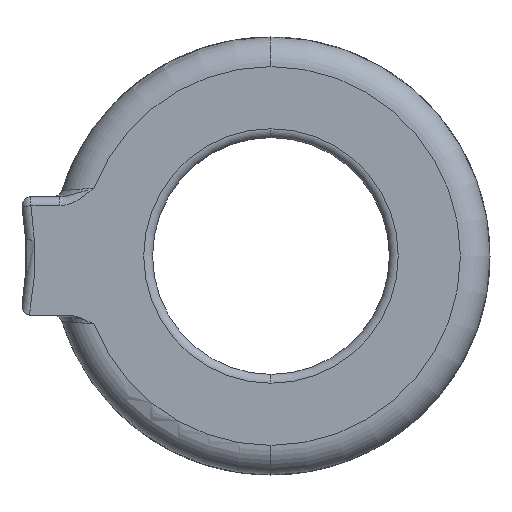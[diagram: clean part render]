
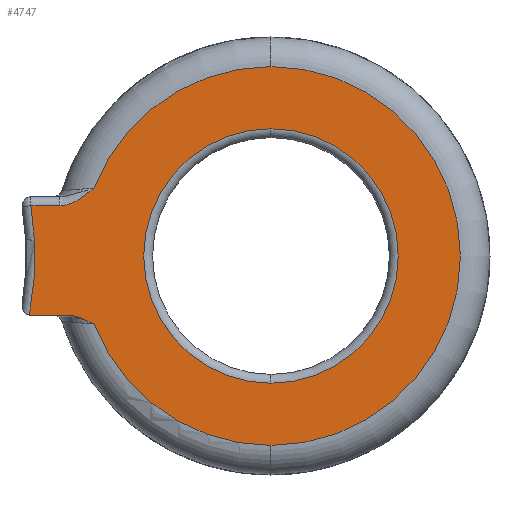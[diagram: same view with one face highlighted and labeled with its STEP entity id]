
A CAD part, front view. The second image highlights one B-rep face of the part: STEP entity #4747.
In plain terms, the highlighted planar face has unit normal (0, -1, 0).
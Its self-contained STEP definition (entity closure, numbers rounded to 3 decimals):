
#60 = ORIENTED_EDGE ( 'NONE', *, *, #8175, .T. ) ;
#95 = ORIENTED_EDGE ( 'NONE', *, *, #2027, .T. ) ;
#122 = CIRCLE ( 'NONE', #1808, 21.5 ) ;
#145 = ORIENTED_EDGE ( 'NONE', *, *, #1912, .T. ) ;
#245 = ORIENTED_EDGE ( 'NONE', *, *, #5247, .T. ) ;
#332 = AXIS2_PLACEMENT_3D ( 'NONE', #3315, #8158, #5968 ) ;
#530 = CARTESIAN_POINT ( 'NONE',  ( 42.355, 0., -21.5 ) ) ;
#589 = ORIENTED_EDGE ( 'NONE', *, *, #2419, .T. ) ;
#701 = VERTEX_POINT ( 'NONE', #1683 ) ;
#730 = VERTEX_POINT ( 'NONE', #1013 ) ;
#782 = LINE ( 'NONE', #2231, #6038 ) ;
#913 = DIRECTION ( 'NONE',  ( 0., -1., 0. ) ) ;
#958 = CARTESIAN_POINT ( 'NONE',  ( -51.383, 0., 8.5 ) ) ;
#1013 = CARTESIAN_POINT ( 'NONE',  ( 42.355, 0., 32. ) ) ;
#1057 = DIRECTION ( 'NONE',  ( 0., 1., 0. ) ) ;
#1187 = CARTESIAN_POINT ( 'NONE',  ( 8.475, 0., -10. ) ) ;
#1247 = ORIENTED_EDGE ( 'NONE', *, *, #1255, .T. ) ;
#1255 = EDGE_CURVE ( 'NONE', #6313, #5166, #2421, .T. ) ;
#1279 = AXIS2_PLACEMENT_3D ( 'NONE', #2300, #913, #5115 ) ;
#1396 = CARTESIAN_POINT ( 'NONE',  ( 8.06, 0., 8.697 ) ) ;
#1488 = CARTESIAN_POINT ( 'NONE',  ( 1.789, 0., -10. ) ) ;
#1683 = CARTESIAN_POINT ( 'NONE',  ( 1.789, 0., 8.5 ) ) ;
#1698 = PLANE ( 'NONE',  #8665 ) ;
#1711 = CARTESIAN_POINT ( 'NONE',  ( 8.854, 0., 8.967 ) ) ;
#1730 = CARTESIAN_POINT ( 'NONE',  ( 8.079, 0., -10. ) ) ;
#1808 = AXIS2_PLACEMENT_3D ( 'NONE', #5673, #5792, #2988 ) ;
#1877 = AXIS2_PLACEMENT_3D ( 'NONE', #8349, #6878, #2759 ) ;
#1902 = CARTESIAN_POINT ( 'NONE',  ( 11.793, 0., -11.149 ) ) ;
#1912 = EDGE_CURVE ( 'NONE', #5166, #6313, #122, .T. ) ;
#1963 = CARTESIAN_POINT ( 'NONE',  ( 8.862, 0., -10.058 ) ) ;
#2027 = EDGE_CURVE ( 'NONE', #5577, #730, #5262, .T. ) ;
#2054 = CARTESIAN_POINT ( 'NONE',  ( 12.493, 0., -11.5 ) ) ;
#2231 = CARTESIAN_POINT ( 'NONE',  ( 0., 0., -10. ) ) ;
#2247 = CARTESIAN_POINT ( 'NONE',  ( 12.493, 0., 11.5 ) ) ;
#2300 = CARTESIAN_POINT ( 'NONE',  ( 42.355, 0., 0. ) ) ;
#2419 = EDGE_CURVE ( 'NONE', #4905, #6840, #8206, .T. ) ;
#2421 = CIRCLE ( 'NONE', #332, 21.5 ) ;
#2494 = CARTESIAN_POINT ( 'NONE',  ( 10.297, 0., 9.786 ) ) ;
#2573 = CARTESIAN_POINT ( 'NONE',  ( 42.355, 0., 21.5 ) ) ;
#2671 = CARTESIAN_POINT ( 'NONE',  ( 7.789, 0., 8.625 ) ) ;
#2704 = CARTESIAN_POINT ( 'NONE',  ( 12.493, 0., -11.5 ) ) ;
#2759 = DIRECTION ( 'NONE',  ( 0., 0., 1. ) ) ;
#2858 = DIRECTION ( 'NONE',  ( 0., 0., 1. ) ) ;
#2885 = CARTESIAN_POINT ( 'NONE',  ( 42.355, 0., -32. ) ) ;
#2984 = CARTESIAN_POINT ( 'NONE',  ( 7.243, 0., 8.527 ) ) ;
#2988 = DIRECTION ( 'NONE',  ( 0., 0., 1. ) ) ;
#3028 = EDGE_CURVE ( 'NONE', #3770, #701, #7212, .T. ) ;
#3072 = FACE_OUTER_BOUND ( 'NONE', #7150, .T. ) ;
#3261 = ORIENTED_EDGE ( 'NONE', *, *, #3772, .T. ) ;
#3272 = DIRECTION ( 'NONE',  ( 0., 0., 1. ) ) ;
#3313 = B_SPLINE_CURVE_WITH_KNOTS ( 'NONE', 3,
 ( #2247, #6767, #4911, #5897, #2494, #7177, #1711, #1396, #2671, #2984, #5511, #4154 ),
 .UNSPECIFIED., .F., .F.,
 ( 4, 2, 2, 2, 2, 4 ),
 ( 0., 0.002, 0.003, 0.005, 0.006, 0.007 ),
 .UNSPECIFIED. ) ;
#3315 = CARTESIAN_POINT ( 'NONE',  ( 42.355, 0., 0. ) ) ;
#3474 = DIRECTION ( 'NONE',  ( 0., -1., 0. ) ) ;
#3497 = EDGE_CURVE ( 'NONE', #4882, #6840, #782, .T. ) ;
#3646 = ORIENTED_EDGE ( 'NONE', *, *, #4025, .T. ) ;
#3770 = VERTEX_POINT ( 'NONE', #6476 ) ;
#3772 = EDGE_CURVE ( 'NONE', #6421, #5577, #6685, .T. ) ;
#4025 = EDGE_CURVE ( 'NONE', #7145, #3770, #3313, .T. ) ;
#4086 = CARTESIAN_POINT ( 'NONE',  ( 42.355, 0., 0. ) ) ;
#4154 = CARTESIAN_POINT ( 'NONE',  ( 6.686, 0., 8.5 ) ) ;
#4340 = DIRECTION ( 'NONE',  ( -1., 0., 0. ) ) ;
#4593 = CIRCLE ( 'NONE', #8078, 32. ) ;
#4747 = ADVANCED_FACE ( 'NONE', ( #3072, #8654 ), #1698, .F. ) ;
#4882 = VERTEX_POINT ( 'NONE', #1730 ) ;
#4905 = VERTEX_POINT ( 'NONE', #6832 ) ;
#4911 = CARTESIAN_POINT ( 'NONE',  ( 11.633, 0., 10.792 ) ) ;
#5037 = CIRCLE ( 'NONE', #1877, 53.847 ) ;
#5115 = DIRECTION ( 'NONE',  ( 0., 0., 1. ) ) ;
#5166 = VERTEX_POINT ( 'NONE', #530 ) ;
#5247 = EDGE_CURVE ( 'NONE', #701, #4905, #5037, .T. ) ;
#5262 = CIRCLE ( 'NONE', #6203, 32. ) ;
#5438 = ORIENTED_EDGE ( 'NONE', *, *, #3497, .F. ) ;
#5441 = CARTESIAN_POINT ( 'NONE',  ( 11.093, 0., -10.794 ) ) ;
#5511 = CARTESIAN_POINT ( 'NONE',  ( 6.967, 0., 8.5 ) ) ;
#5522 = EDGE_LOOP ( 'NONE', ( #1247, #145 ) ) ;
#5577 = VERTEX_POINT ( 'NONE', #2885 ) ;
#5673 = CARTESIAN_POINT ( 'NONE',  ( 42.355, 0., 0. ) ) ;
#5792 = DIRECTION ( 'NONE',  ( 0., 1., 0. ) ) ;
#5890 = CARTESIAN_POINT ( 'NONE',  ( -51.383, 0., 0. ) ) ;
#5897 = CARTESIAN_POINT ( 'NONE',  ( 10.751, 0., 10.112 ) ) ;
#5968 = DIRECTION ( 'NONE',  ( 0., 0., 1. ) ) ;
#6030 = AXIS2_PLACEMENT_3D ( 'NONE', #8423, #3474, #2858 ) ;
#6038 = VECTOR ( 'NONE', #7791, 1000. ) ;
#6090 = DIRECTION ( 'NONE',  ( 0., 0., 1. ) ) ;
#6120 = CARTESIAN_POINT ( 'NONE',  ( 10., 0., -10.366 ) ) ;
#6203 = AXIS2_PLACEMENT_3D ( 'NONE', #8834, #7436, #3272 ) ;
#6313 = VERTEX_POINT ( 'NONE', #2573 ) ;
#6421 = VERTEX_POINT ( 'NONE', #2054 ) ;
#6476 = CARTESIAN_POINT ( 'NONE',  ( 6.686, 0., 8.5 ) ) ;
#6569 = VECTOR ( 'NONE', #4340, 1000. ) ;
#6593 = DIRECTION ( 'NONE',  ( 0., 0., 1. ) ) ;
#6685 = CIRCLE ( 'NONE', #1279, 32. ) ;
#6767 = CARTESIAN_POINT ( 'NONE',  ( 12.062, 0., 11.147 ) ) ;
#6815 = CARTESIAN_POINT ( 'NONE',  ( 8.079, 0., -10. ) ) ;
#6832 = CARTESIAN_POINT ( 'NONE',  ( 1.532, 0., -9.978 ) ) ;
#6840 = VERTEX_POINT ( 'NONE', #1488 ) ;
#6878 = DIRECTION ( 'NONE',  ( 0., 1., 0. ) ) ;
#7145 = VERTEX_POINT ( 'NONE', #8072 ) ;
#7150 = EDGE_LOOP ( 'NONE', ( #3261, #95, #60, #3646, #8908, #245, #589, #5438, #9054 ) ) ;
#7177 = CARTESIAN_POINT ( 'NONE',  ( 9.348, 0., 9.213 ) ) ;
#7183 = B_SPLINE_CURVE_WITH_KNOTS ( 'NONE', 3,
 ( #6815, #1187, #1963, #8225, #6120, #5441, #1902, #2704 ),
 .UNSPECIFIED., .F., .F.,
 ( 4, 2, 2, 4 ),
 ( 0., 0.001, 0.002, 0.005 ),
 .UNSPECIFIED. ) ;
#7212 = LINE ( 'NONE', #958, #6569 ) ;
#7436 = DIRECTION ( 'NONE',  ( 0., -1., 0. ) ) ;
#7511 = DIRECTION ( 'NONE',  ( 0., -1., 0. ) ) ;
#7791 = DIRECTION ( 'NONE',  ( -1., 0., 0. ) ) ;
#8072 = CARTESIAN_POINT ( 'NONE',  ( 12.493, 0., 11.5 ) ) ;
#8078 = AXIS2_PLACEMENT_3D ( 'NONE', #4086, #7511, #6090 ) ;
#8158 = DIRECTION ( 'NONE',  ( 0., 1., 0. ) ) ;
#8175 = EDGE_CURVE ( 'NONE', #730, #7145, #4593, .T. ) ;
#8206 = CIRCLE ( 'NONE', #6030, 1.5 ) ;
#8218 = EDGE_CURVE ( 'NONE', #4882, #6421, #7183, .T. ) ;
#8225 = CARTESIAN_POINT ( 'NONE',  ( 9.625, 0., -10.24 ) ) ;
#8349 = CARTESIAN_POINT ( 'NONE',  ( -51.383, 0., 0. ) ) ;
#8423 = CARTESIAN_POINT ( 'NONE',  ( 1.789, 0., -8.5 ) ) ;
#8654 = FACE_BOUND ( 'NONE', #5522, .T. ) ;
#8665 = AXIS2_PLACEMENT_3D ( 'NONE', #5890, #1057, #6593 ) ;
#8834 = CARTESIAN_POINT ( 'NONE',  ( 42.355, 0., 0. ) ) ;
#8908 = ORIENTED_EDGE ( 'NONE', *, *, #3028, .T. ) ;
#9054 = ORIENTED_EDGE ( 'NONE', *, *, #8218, .T. ) ;
